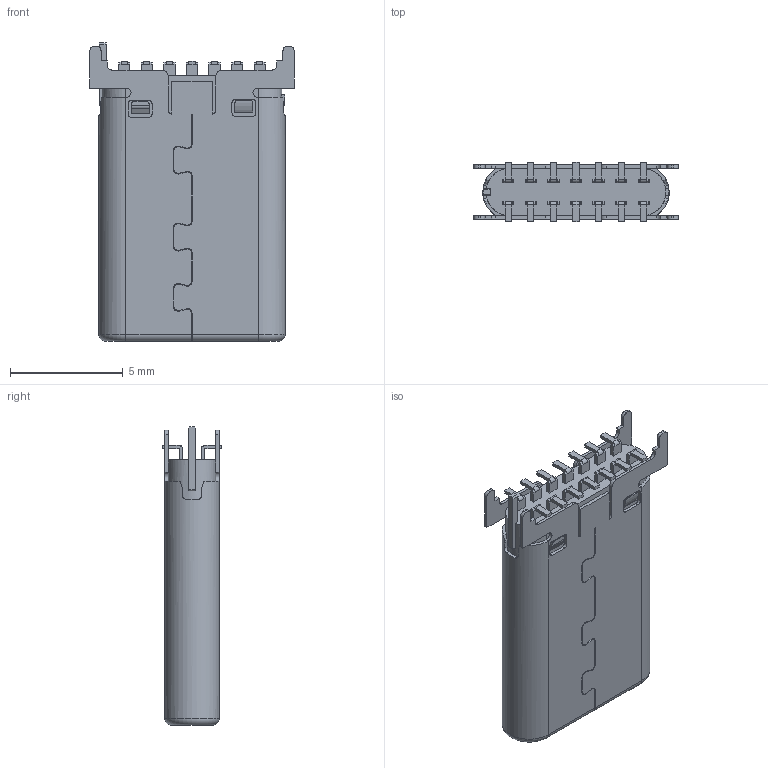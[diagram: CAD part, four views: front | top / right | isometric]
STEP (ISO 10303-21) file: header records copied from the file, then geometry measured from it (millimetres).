
FILE_DESCRIPTION((''),'2;1');
FILE_NAME('TANPIAN-PLASTIC_1_2__2_1__1_1_1','2025-12-17T19:13:46',('Administrator'),(''),'CREO PARAMETRIC BY PTC INC, 2022073','CREO PARAMETRIC BY PTC INC, 2022073','');
FILE_SCHEMA(('CONFIG_CONTROL_DESIGN'));
Length unit declared in the file: millimetre
Products named in the file (1): TANPIAN-PLASTIC_1_2__2_1__1_1_1
Bounding box: 9.05 x 2.64 x 13.2 mm (x, y, z)
Volume: 182.3 mm3; surface area: 424.1 mm2
Topology: 1 solids, 1 shells, 759 faces, 2275 edges, 1528 vertices
Faces by surface type: plane 577, cylinder 178, torus 4
Entity records: 25804 total; most frequent: CARTESIAN_POINT 4863, ORIENTED_EDGE 4550, DIRECTION 4173, EDGE_CURVE 2275, VECTOR 1743, LINE 1743, VERTEX_POINT 1528, AXIS2_PLACEMENT_3D 1215
